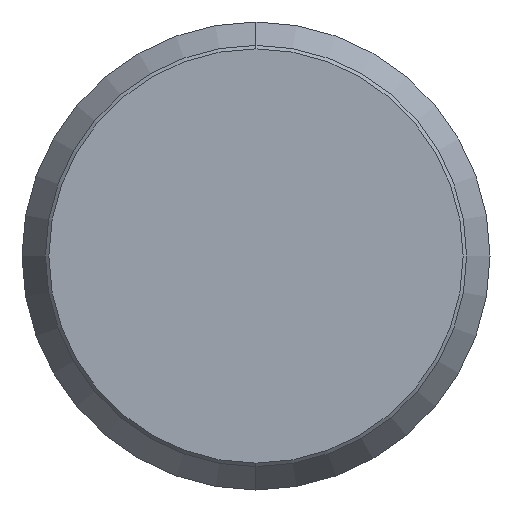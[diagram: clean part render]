
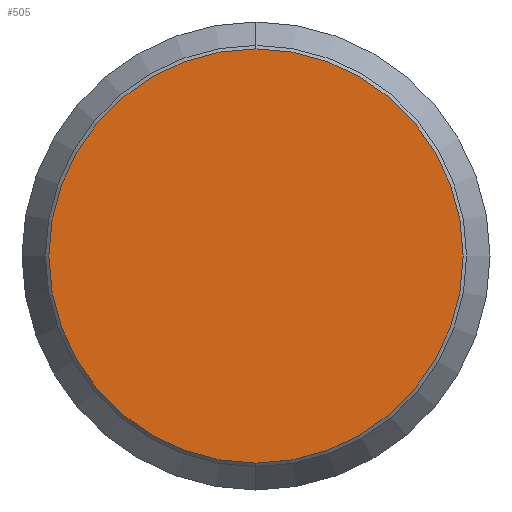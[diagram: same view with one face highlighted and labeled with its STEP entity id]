
A CAD part, left-side view. The second image highlights one B-rep face of the part: STEP entity #505.
In plain terms, the highlighted planar face has unit normal (-1, 0, 0).
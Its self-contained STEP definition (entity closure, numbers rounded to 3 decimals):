
#22 = VERTEX_POINT ( 'NONE', #325 ) ;
#29 = CARTESIAN_POINT ( 'NONE',  ( 0., 0., 0. ) ) ;
#46 = EDGE_CURVE ( 'NONE', #359, #22, #128, .T. ) ;
#56 = AXIS2_PLACEMENT_3D ( 'NONE', #29, #423, #384 ) ;
#59 = DIRECTION ( 'NONE',  ( -1., 0., 0. ) ) ;
#75 = CARTESIAN_POINT ( 'NONE',  ( 0., 0., 17.7 ) ) ;
#98 = EDGE_LOOP ( 'NONE', ( #439, #176 ) ) ;
#105 = FACE_OUTER_BOUND ( 'NONE', #98, .T. ) ;
#128 = CIRCLE ( 'NONE', #320, 17.7 ) ;
#132 = EDGE_CURVE ( 'NONE', #22, #359, #339, .T. ) ;
#176 = ORIENTED_EDGE ( 'NONE', *, *, #46, .T. ) ;
#181 = DIRECTION ( 'NONE',  ( 0., 0., 1. ) ) ;
#195 = PLANE ( 'NONE',  #56 ) ;
#211 = DIRECTION ( 'NONE',  ( -1., 0., 0. ) ) ;
#297 = CARTESIAN_POINT ( 'NONE',  ( 0., 0., 0. ) ) ;
#320 = AXIS2_PLACEMENT_3D ( 'NONE', #297, #59, #335 ) ;
#325 = CARTESIAN_POINT ( 'NONE',  ( 0., 0., -17.7 ) ) ;
#332 = CARTESIAN_POINT ( 'NONE',  ( 0., 0., 0. ) ) ;
#335 = DIRECTION ( 'NONE',  ( 0., 0., 1. ) ) ;
#339 = CIRCLE ( 'NONE', #449, 17.7 ) ;
#359 = VERTEX_POINT ( 'NONE', #75 ) ;
#384 = DIRECTION ( 'NONE',  ( 0., 0., -1. ) ) ;
#423 = DIRECTION ( 'NONE',  ( 1., 0., 0. ) ) ;
#439 = ORIENTED_EDGE ( 'NONE', *, *, #132, .T. ) ;
#449 = AXIS2_PLACEMENT_3D ( 'NONE', #332, #211, #181 ) ;
#505 = ADVANCED_FACE ( 'NONE', ( #105 ), #195, .F. ) ;
